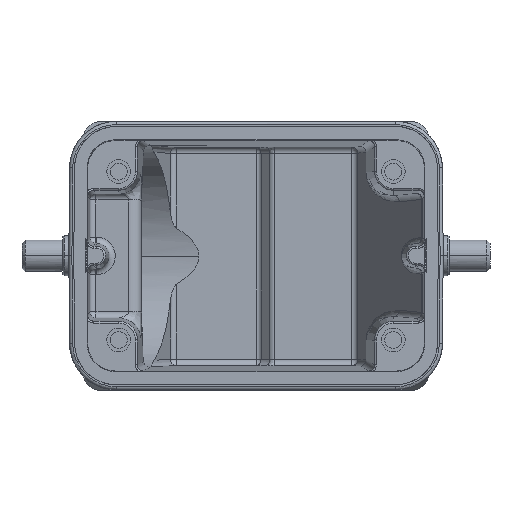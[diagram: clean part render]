
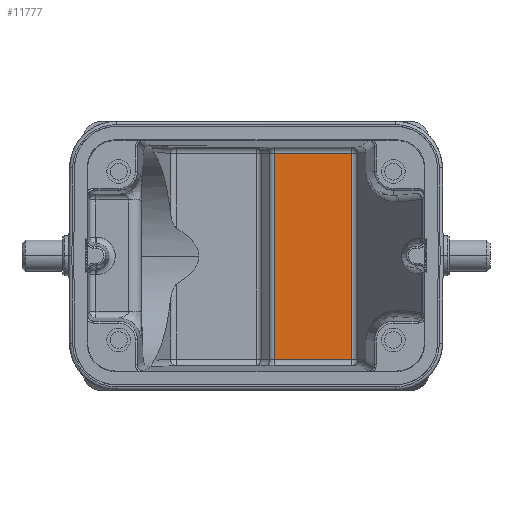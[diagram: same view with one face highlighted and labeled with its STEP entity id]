
A CAD part, top view. The second image highlights one B-rep face of the part: STEP entity #11777.
In plain terms, the highlighted planar face has unit normal (0, 0, 1).
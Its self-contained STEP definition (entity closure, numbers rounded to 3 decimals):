
#3059=DIRECTION('',(0.,1.,0.));
#3060=VECTOR('',#3059,33.069);
#3061=CARTESIAN_POINT('',(15.369,-16.535,-65.5));
#3062=LINE('',#3061,#3060);
#3082=DIRECTION('',(-1.,0.,0.));
#3083=VECTOR('',#3082,12.438);
#3084=CARTESIAN_POINT('',(15.369,16.535,-65.5));
#3085=LINE('',#3084,#3083);
#3086=DIRECTION('',(0.,-1.,0.));
#3087=VECTOR('',#3086,33.069);
#3088=CARTESIAN_POINT('',(2.93,16.535,-65.5));
#3089=LINE('',#3088,#3087);
#3230=DIRECTION('',(1.,0.,0.));
#3231=VECTOR('',#3230,12.438);
#3232=CARTESIAN_POINT('',(2.93,-16.535,
-65.5));
#3233=LINE('',#3232,#3231);
#7174=CARTESIAN_POINT('',(15.369,-16.535,-65.5));
#7175=VERTEX_POINT('',#7174);
#7177=CARTESIAN_POINT('',(15.369,16.535,-65.5));
#7179=VERTEX_POINT('',#7177);
#7180=CARTESIAN_POINT('',(2.93,16.535,-65.5));
#7181=VERTEX_POINT('',#7180);
#7182=CARTESIAN_POINT('',(2.93,-16.535,
-65.5));
#7183=VERTEX_POINT('',#7182);
#11764=CARTESIAN_POINT('',(16.136,-18.5,-65.5));
#11765=DIRECTION('',(0.,0.,-1.));
#11766=DIRECTION('',(-1.,0.,0.));
#11767=AXIS2_PLACEMENT_3D('',#11764,#11765,#11766);
#11768=PLANE('',#11767);
#11770=ORIENTED_EDGE('',*,*,#11769,.F.);
#11771=ORIENTED_EDGE('',*,*,#11757,.F.);
#11772=ORIENTED_EDGE('',*,*,#11732,.F.);
#11774=ORIENTED_EDGE('',*,*,#11773,.F.);
#11775=EDGE_LOOP('',(#11770,#11771,#11772,#11774));
#11776=FACE_OUTER_BOUND('',#11775,.F.);
#11777=ADVANCED_FACE('',(#11776),#11768,.F.);
#11732=EDGE_CURVE('',#7175,#7179,#3062,.T.);
#11757=EDGE_CURVE('',#7179,#7181,#3085,.T.);
#11769=EDGE_CURVE('',#7181,#7183,#3089,.T.);
#11773=EDGE_CURVE('',#7183,#7175,#3233,.T.);
